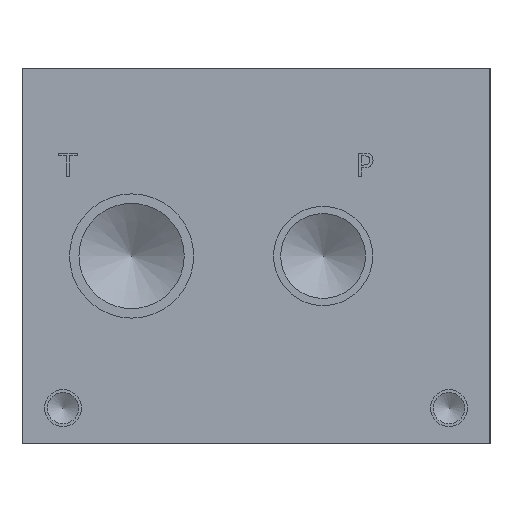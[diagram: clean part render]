
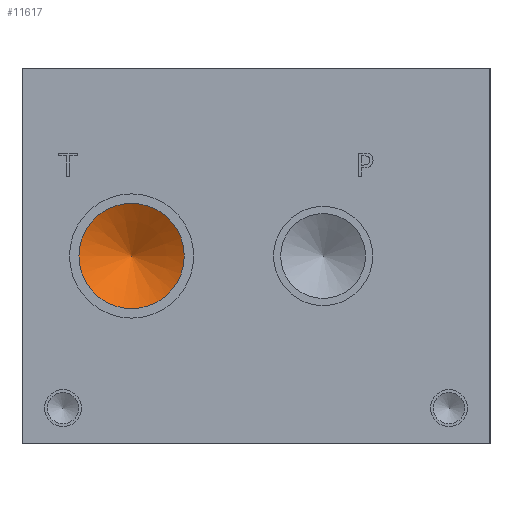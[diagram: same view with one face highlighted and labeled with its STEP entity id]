
A CAD part, left-side view. The second image highlights one B-rep face of the part: STEP entity #11617.
In plain terms, the highlighted conical face has half-angle 60 degrees and reference radius 7.144 mm.
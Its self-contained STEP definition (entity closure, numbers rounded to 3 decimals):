
#68=CONICAL_SURFACE('',#12117,7.144,1.047);
#139=CIRCLE('',#12118,14.288);
#140=CIRCLE('',#12119,14.288);
#1346=FACE_OUTER_BOUND('',#2006,.T.);
#2006=EDGE_LOOP('',(#9827,#9828,#9829,#9830));
#3172=LINE('',#19597,#4284);
#4284=VECTOR('',#14181,7.144);
#5301=VERTEX_POINT('',#19593);
#5302=VERTEX_POINT('',#19594);
#5303=VERTEX_POINT('',#19596);
#6862=EDGE_CURVE('',#5301,#5302,#139,.T.);
#6863=EDGE_CURVE('',#5302,#5303,#3172,.T.);
#6864=EDGE_CURVE('',#5302,#5301,#140,.T.);
#9827=ORIENTED_EDGE('',*,*,#6862,.T.);
#9828=ORIENTED_EDGE('',*,*,#6863,.T.);
#9829=ORIENTED_EDGE('',*,*,#6863,.F.);
#9830=ORIENTED_EDGE('',*,*,#6864,.T.);
#11617=ADVANCED_FACE('',(#1346),#68,.F.);
#12117=AXIS2_PLACEMENT_3D('',#19592,#14177,#14178);
#12118=AXIS2_PLACEMENT_3D('',#19595,#14179,#14180);
#12119=AXIS2_PLACEMENT_3D('',#19598,#14182,#14183);
#14177=DIRECTION('center_axis',(-1.,0.,0.));
#14178=DIRECTION('ref_axis',(0.,1.,0.));
#14179=DIRECTION('center_axis',(-1.,0.,0.));
#14180=DIRECTION('ref_axis',(0.,1.,0.));
#14181=DIRECTION('',(0.5,0.866,0.));
#14182=DIRECTION('center_axis',(-1.,0.,0.));
#14183=DIRECTION('ref_axis',(0.,1.,0.));
#19592=CARTESIAN_POINT('Origin',(23.949,97.257,50.8));
#19593=CARTESIAN_POINT('',(19.824,111.544,50.8));
#19594=CARTESIAN_POINT('',(19.824,82.969,50.8));
#19595=CARTESIAN_POINT('Origin',(19.824,97.257,50.8));
#19596=CARTESIAN_POINT('',(28.073,97.257,50.8));
#19597=CARTESIAN_POINT('',(23.949,90.113,50.8));
#19598=CARTESIAN_POINT('Origin',(19.824,97.257,50.8));
